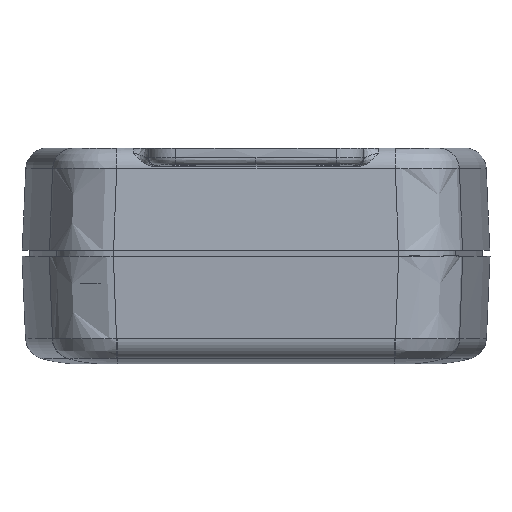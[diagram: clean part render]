
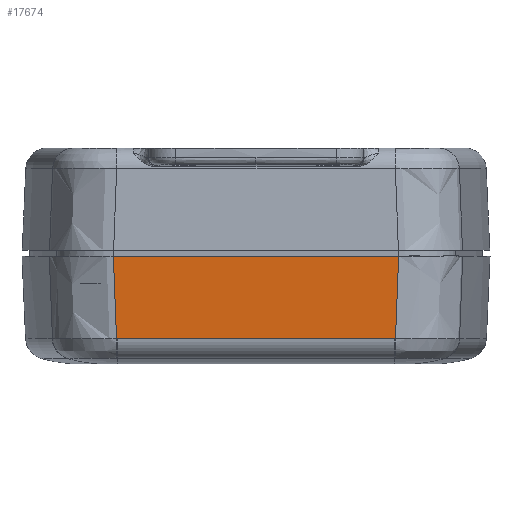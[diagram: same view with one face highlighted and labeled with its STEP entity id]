
A CAD part, left-side view. The second image highlights one B-rep face of the part: STEP entity #17674.
In plain terms, the highlighted face is planar.
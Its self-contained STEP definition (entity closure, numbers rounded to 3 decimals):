
#1118 = CARTESIAN_POINT ( 'NONE',  ( 59.499, -19.242, -3.519 ) ) ;
#1262 = DIRECTION ( 'NONE',  ( 0., 1., 0. ) ) ;
#1765 = CARTESIAN_POINT ( 'NONE',  ( 59.623, -19.483, -6.363 ) ) ;
#1916 = FACE_OUTER_BOUND ( 'NONE', #31359, .T. ) ;
#2011 = CARTESIAN_POINT ( 'NONE',  ( 60., 19.809, -15. ) ) ;
#2461 = CARTESIAN_POINT ( 'NONE',  ( 59.623, 19.483, -6.363 ) ) ;
#3329 = CARTESIAN_POINT ( 'NONE',  ( 59.499, -19.331, -3.519 ) ) ;
#5937 = ORIENTED_EDGE ( 'NONE', *, *, #28092, .T. ) ;
#6467 = EDGE_CURVE ( 'NONE', #26595, #30025, #10562, .T. ) ;
#6540 = ORIENTED_EDGE ( 'NONE', *, *, #17511, .T. ) ;
#7548 = CARTESIAN_POINT ( 'NONE',  ( 60., 19.809, -15. ) ) ;
#7758 = LINE ( 'NONE', #25337, #24846 ) ;
#8694 = CARTESIAN_POINT ( 'NONE',  ( 59.499, -19.375, -3.52 ) ) ;
#8782 = EDGE_CURVE ( 'NONE', #20967, #28434, #32768, .T. ) ;
#9192 = EDGE_CURVE ( 'NONE', #20106, #20967, #15953, .T. ) ;
#9401 = VECTOR ( 'NONE', #1262, 1000. ) ;
#9423 = CARTESIAN_POINT ( 'NONE',  ( 60., 27.5, -15. ) ) ;
#9431 = PLANE ( 'NONE',  #14556 ) ;
#9470 = CARTESIAN_POINT ( 'NONE',  ( 59.499, 19.242, -3.519 ) ) ;
#9688 = CARTESIAN_POINT ( 'NONE',  ( 60., -19.809, -15. ) ) ;
#10259 = CARTESIAN_POINT ( 'NONE',  ( 59.685, 19.537, -7.784 ) ) ;
#10562 = B_SPLINE_CURVE_WITH_KNOTS ( 'NONE', 3,
 ( #22673, #25418, #12024, #9470 ),
 .UNSPECIFIED., .F., .F.,
 ( 4, 4 ),
 ( 0., 0. ),
 .UNSPECIFIED. ) ;
#11943 = VERTEX_POINT ( 'NONE', #30624 ) ;
#12024 = CARTESIAN_POINT ( 'NONE',  ( 59.499, 19.287, -3.519 ) ) ;
#12124 = CARTESIAN_POINT ( 'NONE',  ( 60., -19.809, -15. ) ) ;
#12134 = CARTESIAN_POINT ( 'NONE',  ( 59.561, -19.429, -4.941 ) ) ;
#12268 = CARTESIAN_POINT ( 'NONE',  ( 59.895, 19.718, -12.595 ) ) ;
#13482 = CARTESIAN_POINT ( 'NONE',  ( 59.499, 19.242, -3.519 ) ) ;
#14556 = AXIS2_PLACEMENT_3D ( 'NONE', #27732, #33077, #20069 ) ;
#14726 = CARTESIAN_POINT ( 'NONE',  ( 59.895, -19.718, -12.595 ) ) ;
#15641 = ORIENTED_EDGE ( 'NONE', *, *, #9192, .T. ) ;
#15836 = ORIENTED_EDGE ( 'NONE', *, *, #6467, .T. ) ;
#15865 = CARTESIAN_POINT ( 'NONE',  ( 59.79, 19.627, -10.19 ) ) ;
#15953 = B_SPLINE_CURVE_WITH_KNOTS ( 'NONE', 3,
 ( #19447, #12134, #1765, #19985, #20438, #14726, #9688 ),
 .UNSPECIFIED., .F., .F.,
 ( 4, 3, 4 ),
 ( 0.004, 0.008, 0.015 ),
 .UNSPECIFIED. ) ;
#17511 = EDGE_CURVE ( 'NONE', #30025, #11943, #7758, .T. ) ;
#17545 = ORIENTED_EDGE ( 'NONE', *, *, #30201, .T. ) ;
#17662 = DIRECTION ( 'NONE',  ( 0., -1., 0. ) ) ;
#17674 = ADVANCED_FACE ( 'NONE', ( #1916 ), #9431, .T. ) ;
#18333 = CARTESIAN_POINT ( 'NONE',  ( 59.561, 19.429, -4.941 ) ) ;
#19032 = ORIENTED_EDGE ( 'NONE', *, *, #8782, .T. ) ;
#19340 = CARTESIAN_POINT ( 'NONE',  ( 59.499, -19.287, -3.519 ) ) ;
#19447 = CARTESIAN_POINT ( 'NONE',  ( 59.499, -19.375, -3.52 ) ) ;
#19985 = CARTESIAN_POINT ( 'NONE',  ( 59.685, -19.537, -7.784 ) ) ;
#20069 = DIRECTION ( 'NONE',  ( 0.044, 0., -0.999 ) ) ;
#20106 = VERTEX_POINT ( 'NONE', #30371 ) ;
#20438 = CARTESIAN_POINT ( 'NONE',  ( 59.79, -19.627, -10.19 ) ) ;
#20967 = VERTEX_POINT ( 'NONE', #12124 ) ;
#22305 = B_SPLINE_CURVE_WITH_KNOTS ( 'NONE', 3,
 ( #2011, #12268, #15865, #10259, #2461, #18333, #23466 ),
 .UNSPECIFIED., .F., .F.,
 ( 4, 3, 4 ),
 ( 0., 0.007, 0.011 ),
 .UNSPECIFIED. ) ;
#22673 = CARTESIAN_POINT ( 'NONE',  ( 59.499, 19.375, -3.52 ) ) ;
#23466 = CARTESIAN_POINT ( 'NONE',  ( 59.499, 19.375, -3.52 ) ) ;
#23802 = CARTESIAN_POINT ( 'NONE',  ( 59.499, 19.375, -3.52 ) ) ;
#24846 = VECTOR ( 'NONE', #17662, 1000. ) ;
#25337 = CARTESIAN_POINT ( 'NONE',  ( 59.499, 27.5, -3.519 ) ) ;
#25418 = CARTESIAN_POINT ( 'NONE',  ( 59.499, 19.331, -3.519 ) ) ;
#26595 = VERTEX_POINT ( 'NONE', #23802 ) ;
#27732 = CARTESIAN_POINT ( 'NONE',  ( 60., 27.5, -15. ) ) ;
#28092 = EDGE_CURVE ( 'NONE', #28434, #26595, #22305, .T. ) ;
#28434 = VERTEX_POINT ( 'NONE', #7548 ) ;
#30025 = VERTEX_POINT ( 'NONE', #13482 ) ;
#30201 = EDGE_CURVE ( 'NONE', #11943, #20106, #34426, .T. ) ;
#30371 = CARTESIAN_POINT ( 'NONE',  ( 59.499, -19.375, -3.52 ) ) ;
#30624 = CARTESIAN_POINT ( 'NONE',  ( 59.499, -19.242, -3.519 ) ) ;
#31359 = EDGE_LOOP ( 'NONE', ( #6540, #17545, #15641, #19032, #5937, #15836 ) ) ;
#32768 = LINE ( 'NONE', #9423, #9401 ) ;
#33077 = DIRECTION ( 'NONE',  ( 0.999, 0., 0.044 ) ) ;
#34426 = B_SPLINE_CURVE_WITH_KNOTS ( 'NONE', 3,
 ( #1118, #19340, #3329, #8694 ),
 .UNSPECIFIED., .F., .F.,
 ( 4, 4 ),
 ( 0., 0. ),
 .UNSPECIFIED. ) ;
